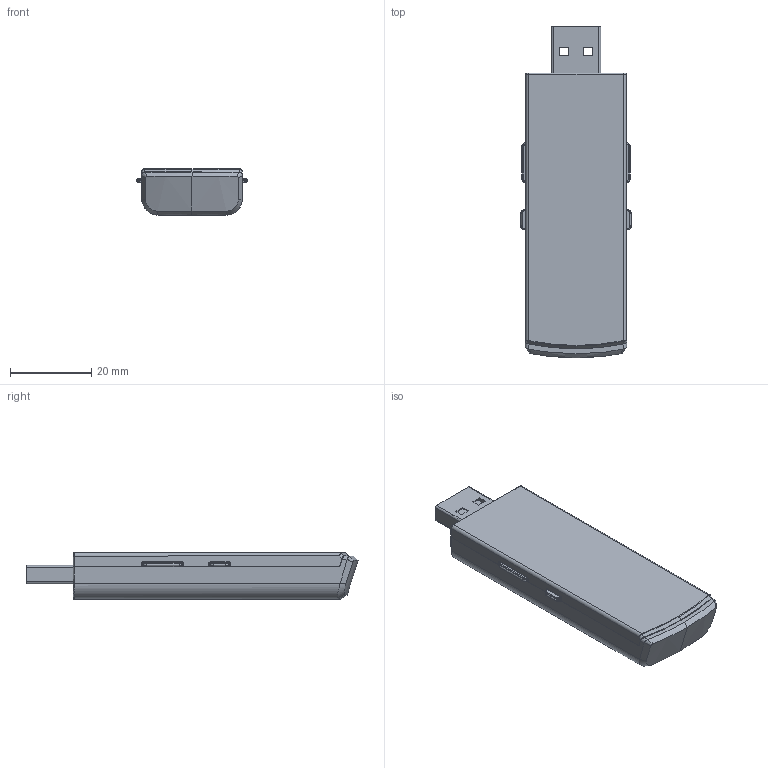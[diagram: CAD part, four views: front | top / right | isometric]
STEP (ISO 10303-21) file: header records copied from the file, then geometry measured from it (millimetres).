
FILE_DESCRIPTION (( 'STEP AP203' ), '1' );
FILE_NAME ('276-3245 Rev2.STEP', '2014-01-15T16:56:15', ( 'svradm' ), ( 'Microsoft' ), 'SwSTEP 2.0', 'SolidWorks 2013', '' );
FILE_SCHEMA (( 'CONFIG_CONTROL_DESIGN' ));
Length unit declared in the file: inch
Products named in the file (1): 276-3245 Rev2
Bounding box: 27.4 x 81.55 x 11.4 mm (x, y, z)
Volume: 9228.8 mm3; surface area: 14695.8 mm2
Topology: 8 solids, 8 shells, 902 faces, 2337 edges, 1449 vertices
Faces by surface type: plane 443, cylinder 264, bspline 175, cone 20
Entity records: 35516 total; most frequent: CARTESIAN_POINT 15584, ORIENTED_EDGE 4642, DIRECTION 3373, EDGE_CURVE 2321, VERTEX_POINT 1449, LINE 1329, VECTOR 1329, AXIS2_PLACEMENT_3D 1022
